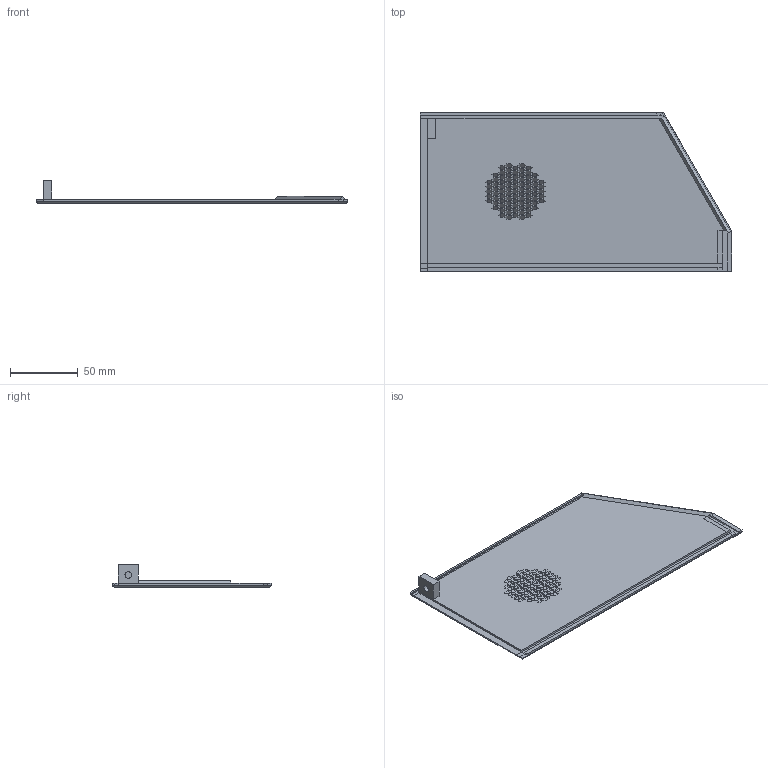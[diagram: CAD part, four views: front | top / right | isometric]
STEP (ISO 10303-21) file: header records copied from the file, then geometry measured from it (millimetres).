
FILE_DESCRIPTION(('FreeCAD Model'),'2;1');
FILE_NAME('Side_Wall.step','2021-02-07T16:07:20',('Author'),(''), 'Open CASCADE STEP processor 7.3','FreeCAD','Unknown');
FILE_SCHEMA(('AUTOMOTIVE_DESIGN { 1 0 10303 214 1 1 1 1 }'));
Length unit declared in the file: millimetre
Products named in the file (1): Side_Wall
Bounding box: 230 x 117.2 x 16.5 mm (x, y, z)
Volume: 69694.2 mm3; surface area: 55811.7 mm2
Topology: 1 solids, 1 shells, 548 faces, 1615 edges, 1070 vertices
Faces by surface type: plane 542, cylinder 6
Full cylindrical faces by diameter (mm): 4.9 x1
Entity records: 39254 total; most frequent: CARTESIAN_POINT 6544, DIRECTION 5940, LINE 4826, VECTOR 4826, ORIENTED_EDGE 3230, PCURVE 3230, DEFINITIONAL_REPRESENTATION 3230, EDGE_CURVE 1615
